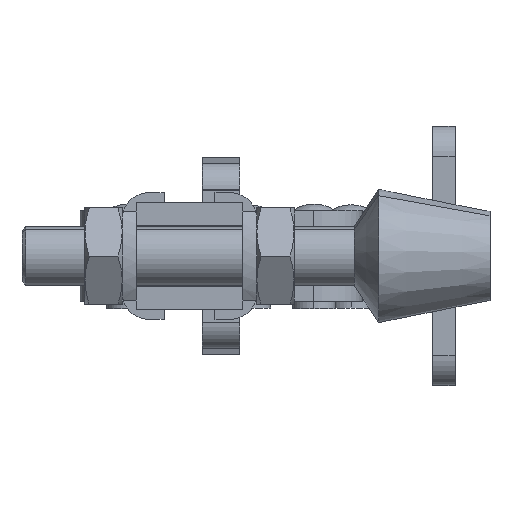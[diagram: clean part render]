
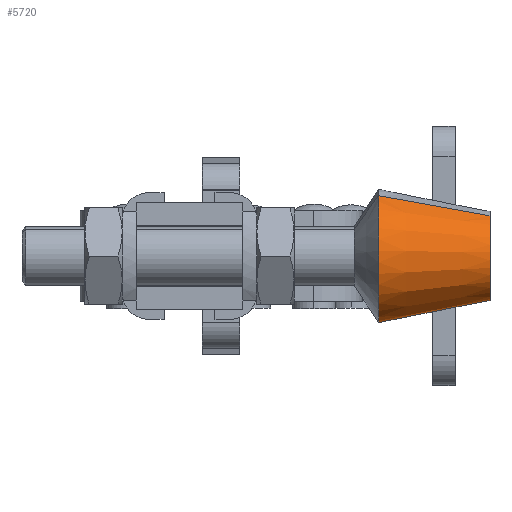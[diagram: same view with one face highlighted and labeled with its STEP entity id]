
A CAD part, left-side view. The second image highlights one B-rep face of the part: STEP entity #5720.
In plain terms, the highlighted conical face has half-angle 11.31 degrees and reference radius 6 mm.
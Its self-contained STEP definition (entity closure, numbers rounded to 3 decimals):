
#204 = DIRECTION ( 'NONE',  ( 0., -1., 0. ) ) ;
#207 = VERTEX_POINT ( 'NONE', #8276 ) ;
#478 = CARTESIAN_POINT ( 'NONE',  ( -100.701, 15., -8.125 ) ) ;
#1341 = VERTEX_POINT ( 'NONE', #5054 ) ;
#1530 = EDGE_LOOP ( 'NONE', ( #8465, #1884, #1916, #8313 ) ) ;
#1884 = ORIENTED_EDGE ( 'NONE', *, *, #10528, .T. ) ;
#1916 = ORIENTED_EDGE ( 'NONE', *, *, #3783, .T. ) ;
#2510 = DIRECTION ( 'NONE',  ( -0.084, 0.981, 0.177 ) ) ;
#3190 = VECTOR ( 'NONE', #8252, 1000. ) ;
#3191 = CIRCLE ( 'NONE', #7702, 9. ) ;
#3708 = CARTESIAN_POINT ( 'NONE',  ( -104.573, 0., 0. ) ) ;
#3783 = EDGE_CURVE ( 'NONE', #1341, #9281, #3191, .T. ) ;
#4484 = DIRECTION ( 'NONE',  ( 0., -1., 0. ) ) ;
#4996 = FACE_OUTER_BOUND ( 'NONE', #1530, .T. ) ;
#5054 = CARTESIAN_POINT ( 'NONE',  ( -108.444, 15., 8.125 ) ) ;
#5224 = CARTESIAN_POINT ( 'NONE',  ( -104.573, 0., 0. ) ) ;
#5508 = AXIS2_PLACEMENT_3D ( 'NONE', #5224, #204, #6034 ) ;
#5720 = ADVANCED_FACE ( 'NONE', ( #4996 ), #8356, .T. ) ;
#6005 = VECTOR ( 'NONE', #2510, 1000. ) ;
#6034 = DIRECTION ( 'NONE',  ( -0.43, 0., 0.903 ) ) ;
#6369 = CIRCLE ( 'NONE', #5508, 6. ) ;
#7390 = CARTESIAN_POINT ( 'NONE',  ( -101.992, 0., -5.417 ) ) ;
#7702 = AXIS2_PLACEMENT_3D ( 'NONE', #9448, #4484, #10290 ) ;
#8203 = LINE ( 'NONE', #9883, #6005 ) ;
#8252 = DIRECTION ( 'NONE',  ( 0.084, 0.981, -0.177 ) ) ;
#8276 = CARTESIAN_POINT ( 'NONE',  ( -101.992, 0., -5.417 ) ) ;
#8313 = ORIENTED_EDGE ( 'NONE', *, *, #8377, .F. ) ;
#8356 = CONICAL_SURFACE ( 'NONE', #9458, 6., 0.197 ) ;
#8377 = EDGE_CURVE ( 'NONE', #207, #9281, #9835, .T. ) ;
#8465 = ORIENTED_EDGE ( 'NONE', *, *, #10689, .F. ) ;
#9281 = VERTEX_POINT ( 'NONE', #478 ) ;
#9448 = CARTESIAN_POINT ( 'NONE',  ( -104.573, 15., 0. ) ) ;
#9458 = AXIS2_PLACEMENT_3D ( 'NONE', #3708, #9487, #9529 ) ;
#9487 = DIRECTION ( 'NONE',  ( 0., 1., 0. ) ) ;
#9529 = DIRECTION ( 'NONE',  ( 0.43, 0., -0.903 ) ) ;
#9835 = LINE ( 'NONE', #7390, #3190 ) ;
#9853 = CARTESIAN_POINT ( 'NONE',  ( -107.154, 0., 5.417 ) ) ;
#9883 = CARTESIAN_POINT ( 'NONE',  ( -107.154, 0., 5.417 ) ) ;
#10290 = DIRECTION ( 'NONE',  ( -0.43, 0., 0.903 ) ) ;
#10458 = VERTEX_POINT ( 'NONE', #9853 ) ;
#10528 = EDGE_CURVE ( 'NONE', #10458, #1341, #8203, .T. ) ;
#10689 = EDGE_CURVE ( 'NONE', #10458, #207, #6369, .T. ) ;
